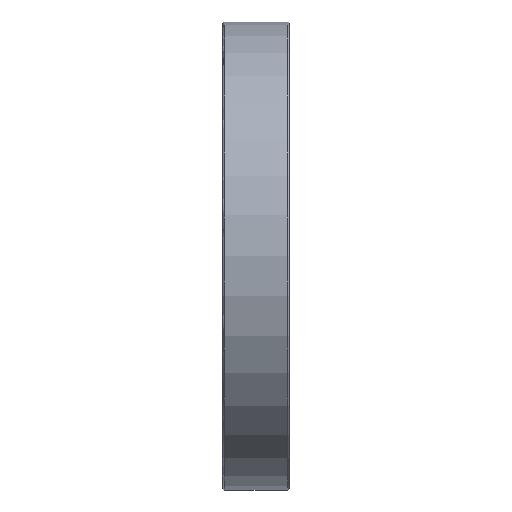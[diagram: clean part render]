
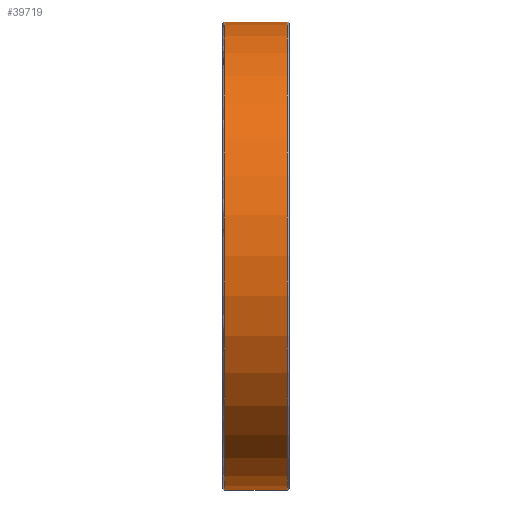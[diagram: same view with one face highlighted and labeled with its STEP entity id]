
A CAD part, top view. The second image highlights one B-rep face of the part: STEP entity #39719.
In plain terms, the highlighted cylindrical face has radius 70 mm (diameter 140 mm), a partial arc.
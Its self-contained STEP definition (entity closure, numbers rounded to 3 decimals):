
#28721=DIRECTION('',(-1.,0.,0.));
#28722=VECTOR('',#28721,18.8);
#28723=CARTESIAN_POINT('',(9.4,70.,0.));
#28724=LINE('',#28723,#28722);
#28728=DIRECTION('',(-1.,0.,0.));
#28729=VECTOR('',#28728,18.8);
#28730=CARTESIAN_POINT('',(9.4,-70.,0.));
#28731=LINE('',#28730,#28729);
#28743=CARTESIAN_POINT('',(9.4,0.,0.));
#28744=DIRECTION('',(1.,0.,0.));
#28745=DIRECTION('',(0.,1.,0.));
#28746=AXIS2_PLACEMENT_3D('',#28743,#28744,#28745);
#28751=CARTESIAN_POINT('',(-9.4,0.,0.));
#28752=DIRECTION('',(1.,0.,0.));
#28753=DIRECTION('',(0.,1.,0.));
#28754=AXIS2_PLACEMENT_3D('',#28751,#28752,#28753);
#36275=CARTESIAN_POINT('',(9.4,70.,0.));
#36276=CARTESIAN_POINT('',(-9.4,70.,0.));
#36277=VERTEX_POINT('',#36275);
#36278=VERTEX_POINT('',#36276);
#36287=CARTESIAN_POINT('',(9.4,-70.,0.));
#36288=CARTESIAN_POINT('',(-9.4,-70.,0.));
#36289=VERTEX_POINT('',#36287);
#36290=VERTEX_POINT('',#36288);
#39707=CARTESIAN_POINT('',(-11.,0.,0.));
#39708=DIRECTION('',(1.,0.,0.));
#39709=DIRECTION('',(0.,-1.,0.));
#39710=AXIS2_PLACEMENT_3D('',#39707,#39708,#39709);
#39711=CYLINDRICAL_SURFACE('',#39710,70.);
#39712=ORIENTED_EDGE('',*,*,#39697,.F.);
#39713=ORIENTED_EDGE('',*,*,#39674,.T.);
#39714=ORIENTED_EDGE('',*,*,#39701,.T.);
#39716=ORIENTED_EDGE('',*,*,#39715,.F.);
#39717=EDGE_LOOP('',(#39712,#39713,#39714,#39716));
#39718=FACE_OUTER_BOUND('',#39717,.F.);
#28747=CIRCLE('',#28746,70.);
#28755=CIRCLE('',#28754,70.);
#39674=EDGE_CURVE('',#36277,#36289,#28747,.T.);
#39697=EDGE_CURVE('',#36277,#36278,#28724,.T.);
#39701=EDGE_CURVE('',#36289,#36290,#28731,.T.);
#39715=EDGE_CURVE('',#36278,#36290,#28755,.T.);
#39719=ADVANCED_FACE('',(#39718),#39711,.T.);
